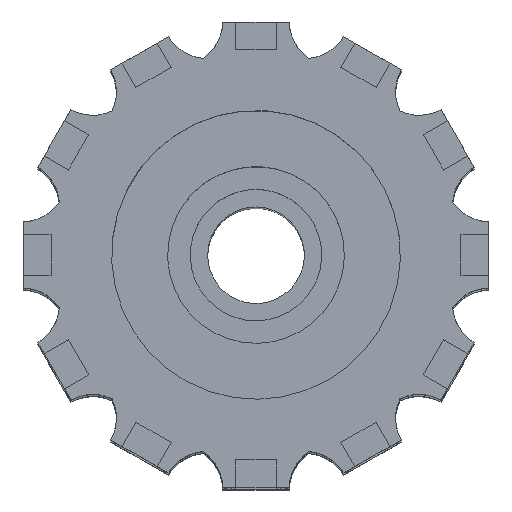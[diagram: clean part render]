
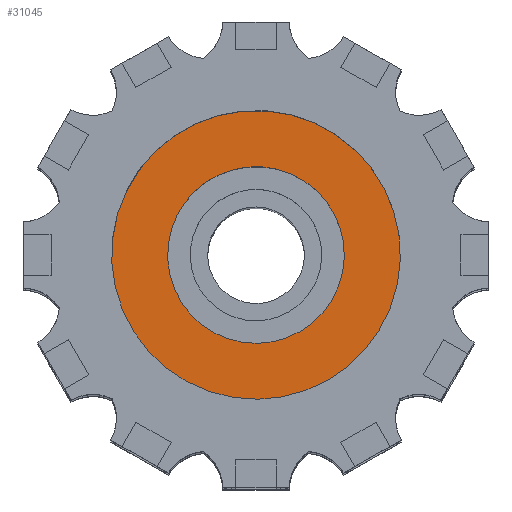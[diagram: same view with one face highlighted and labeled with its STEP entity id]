
A CAD part, top view. The second image highlights one B-rep face of the part: STEP entity #31045.
In plain terms, the highlighted planar face has unit normal (0, 0, 1).
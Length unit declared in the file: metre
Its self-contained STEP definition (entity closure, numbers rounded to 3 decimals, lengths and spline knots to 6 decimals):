
#4546=CARTESIAN_POINT('',(0.485,-0.840045,6.277));
#4547=VERTEX_POINT('',#4546);
#4556=CARTESIAN_POINT('',(-0.251054,0.936948,6.277));
#4557=VERTEX_POINT('',#4556);
#4558=CARTESIAN_POINT('',(0.,0.,6.277));
#4559=DIRECTION('',(0.,0.,-1.));
#4560=DIRECTION('',(-0.259,0.966,0.));
#4561=AXIS2_PLACEMENT_3D('',#4558,#4559,#4560);
#4562=CIRCLE('',#4561,0.97);
#4563=EDGE_CURVE('',#4557,#4547,#4562,.T.);
#4565=CARTESIAN_POINT('',(0.,0.,6.277));
#4566=DIRECTION('',(0.,0.,-1.));
#4567=DIRECTION('',(-0.259,0.966,0.));
#4568=AXIS2_PLACEMENT_3D('',#4565,#4566,#4567);
#4569=CIRCLE('',#4568,0.97);
#4570=EDGE_CURVE('',#4547,#4557,#4569,.T.);
#31016=CARTESIAN_POINT('',(0.,0.,6.277));
#31017=DIRECTION('',(0.,0.,-1.));
#31018=DIRECTION('',(0.,-1.,0.));
#31019=AXIS2_PLACEMENT_3D('',#31016,#31017,#31018);
#31020=PLANE('',#31019);
#31021=ORIENTED_EDGE('',*,*,#4563,.T.);
#31022=ORIENTED_EDGE('',*,*,#4570,.T.);
#31023=EDGE_LOOP('',(#31021,#31022));
#31024=FACE_BOUND('',#31023,.T.);
#31025=CARTESIAN_POINT('',(0.7925,-1.37265,6.277));
#31026=VERTEX_POINT('',#31025);
#31027=CARTESIAN_POINT('',(-0.410228,1.530992,6.277));
#31028=VERTEX_POINT('',#31027);
#31029=CARTESIAN_POINT('',(0.,0.,6.277));
#31030=DIRECTION('',(0.,0.,-1.));
#31031=DIRECTION('',(-0.259,0.966,0.));
#31032=AXIS2_PLACEMENT_3D('',#31029,#31030,#31031);
#31033=CIRCLE('',#31032,1.585);
#31034=EDGE_CURVE('',#31026,#31028,#31033,.T.);
#31035=ORIENTED_EDGE('',*,*,#31034,.F.);
#31036=CARTESIAN_POINT('',(0.,0.,6.277));
#31037=DIRECTION('',(0.,0.,-1.));
#31038=DIRECTION('',(-0.259,0.966,0.));
#31039=AXIS2_PLACEMENT_3D('',#31036,#31037,#31038);
#31040=CIRCLE('',#31039,1.585);
#31041=EDGE_CURVE('',#31028,#31026,#31040,.T.);
#31042=ORIENTED_EDGE('',*,*,#31041,.F.);
#31043=EDGE_LOOP('',(#31035,#31042));
#31044=FACE_BOUND('',#31043,.T.);
#31045=ADVANCED_FACE('',(#31024,#31044),#31020,.F.);
